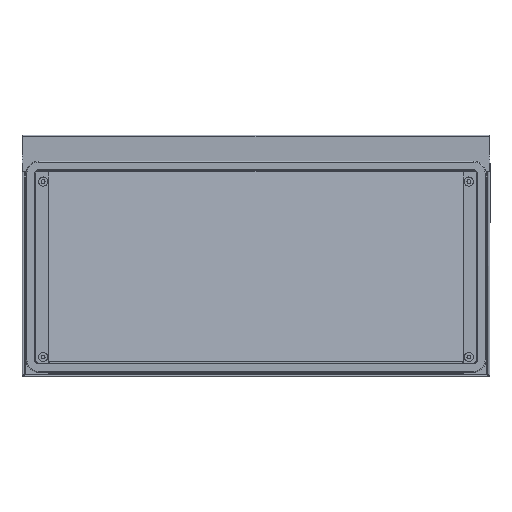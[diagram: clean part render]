
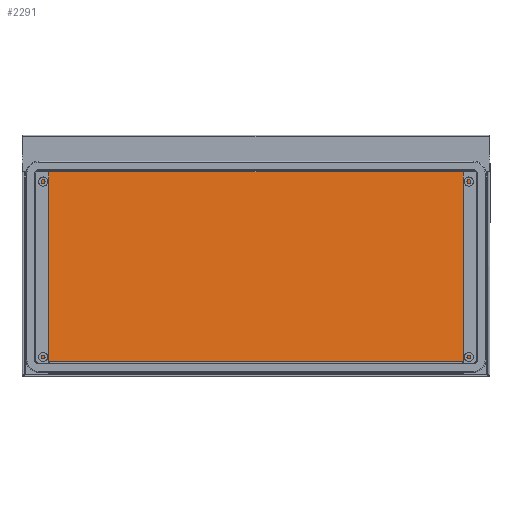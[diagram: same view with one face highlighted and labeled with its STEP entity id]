
A CAD part, front view. The second image highlights one B-rep face of the part: STEP entity #2291.
In plain terms, the highlighted planar face has unit normal (0, -0.996, 0.087).
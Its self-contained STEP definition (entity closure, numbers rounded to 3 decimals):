
#203 = VERTEX_POINT ( 'NONE', #3635 ) ;
#701 = CARTESIAN_POINT ( 'NONE',  ( 303., 31.164, -141.087 ) ) ;
#753 = DIRECTION ( 'NONE',  ( -1., 0., 0. ) ) ;
#791 = EDGE_LOOP ( 'NONE', ( #3668, #1017, #1764, #5491 ) ) ;
#929 = EDGE_CURVE ( 'NONE', #2121, #203, #5113, .T. ) ;
#1017 = ORIENTED_EDGE ( 'NONE', *, *, #5843, .F. ) ;
#1278 = PLANE ( 'NONE',  #1900 ) ;
#1764 = ORIENTED_EDGE ( 'NONE', *, *, #929, .F. ) ;
#1785 = DIRECTION ( 'NONE',  ( 0., -0.996, 0.087 ) ) ;
#1900 = AXIS2_PLACEMENT_3D ( 'NONE', #2780, #1785, #3758 ) ;
#2121 = VERTEX_POINT ( 'NONE', #701 ) ;
#2131 = CARTESIAN_POINT ( 'NONE',  ( -303., 56.756, 151.434 ) ) ;
#2291 = ADVANCED_FACE ( 'NONE', ( #5277 ), #1278, .T. ) ;
#2354 = LINE ( 'NONE', #2771, #5359 ) ;
#2417 = CARTESIAN_POINT ( 'NONE',  ( -303., 31.004, -142.913 ) ) ;
#2771 = CARTESIAN_POINT ( 'NONE',  ( 303., 56.756, 151.434 ) ) ;
#2780 = CARTESIAN_POINT ( 'NONE',  ( 303., 31.004, -142.913 ) ) ;
#2890 = DIRECTION ( 'NONE',  ( 0., 0.087, 0.996 ) ) ;
#3213 = VERTEX_POINT ( 'NONE', #2131 ) ;
#3340 = EDGE_CURVE ( 'NONE', #5807, #3213, #2354, .T. ) ;
#3624 = LINE ( 'NONE', #6116, #4922 ) ;
#3635 = CARTESIAN_POINT ( 'NONE',  ( -303., 31.164, -141.087 ) ) ;
#3668 = ORIENTED_EDGE ( 'NONE', *, *, #3340, .T. ) ;
#3758 = DIRECTION ( 'NONE',  ( 0., -0.087, -0.996 ) ) ;
#3859 = VECTOR ( 'NONE', #753, 1000. ) ;
#4335 = DIRECTION ( 'NONE',  ( -1., 0., 0. ) ) ;
#4394 = LINE ( 'NONE', #2417, #6232 ) ;
#4863 = EDGE_CURVE ( 'NONE', #2121, #5807, #3624, .T. ) ;
#4922 = VECTOR ( 'NONE', #5091, 1000. ) ;
#5091 = DIRECTION ( 'NONE',  ( 0., 0.087, 0.996 ) ) ;
#5113 = LINE ( 'NONE', #5624, #3859 ) ;
#5277 = FACE_OUTER_BOUND ( 'NONE', #791, .T. ) ;
#5359 = VECTOR ( 'NONE', #4335, 1000. ) ;
#5393 = CARTESIAN_POINT ( 'NONE',  ( 303., 56.756, 151.434 ) ) ;
#5491 = ORIENTED_EDGE ( 'NONE', *, *, #4863, .T. ) ;
#5624 = CARTESIAN_POINT ( 'NONE',  ( 303., 31.164, -141.087 ) ) ;
#5807 = VERTEX_POINT ( 'NONE', #5393 ) ;
#5843 = EDGE_CURVE ( 'NONE', #203, #3213, #4394, .T. ) ;
#6116 = CARTESIAN_POINT ( 'NONE',  ( 303., 31.004, -142.913 ) ) ;
#6232 = VECTOR ( 'NONE', #2890, 1000. ) ;
